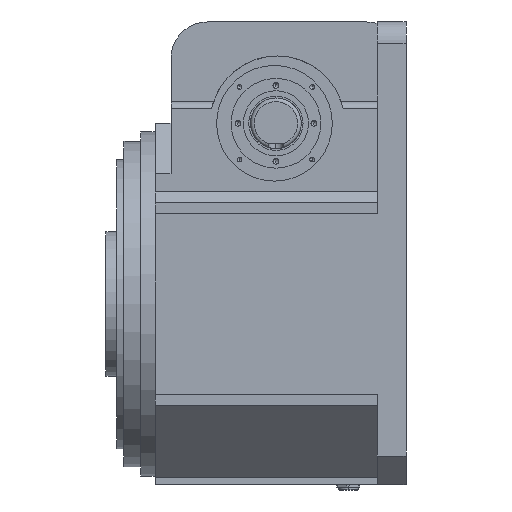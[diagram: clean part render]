
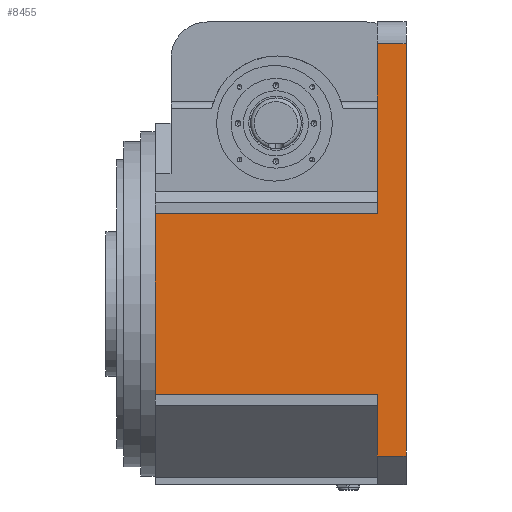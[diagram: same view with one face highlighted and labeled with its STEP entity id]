
A CAD part, left-side view. The second image highlights one B-rep face of the part: STEP entity #8455.
In plain terms, the highlighted planar face has unit normal (-1, 0, 0).
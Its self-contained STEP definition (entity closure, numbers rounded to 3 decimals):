
#52 = DIRECTION ( 'NONE',  ( -1., 0., 0. ) ) ;
#68 = VECTOR ( 'NONE', #11920, 1000. ) ;
#292 = CARTESIAN_POINT ( 'NONE',  ( -295.373, -139.193, -280. ) ) ;
#477 = FACE_OUTER_BOUND ( 'NONE', #6619, .T. ) ;
#547 = LINE ( 'NONE', #15358, #5274 ) ;
#787 = CARTESIAN_POINT ( 'NONE',  ( -295.373, -139.193, 290. ) ) ;
#816 = ORIENTED_EDGE ( 'NONE', *, *, #10902, .T. ) ;
#1023 = VECTOR ( 'NONE', #15537, 1000. ) ;
#1057 = LINE ( 'NONE', #15944, #14070 ) ;
#1109 = EDGE_CURVE ( 'NONE', #10117, #5892, #10468, .T. ) ;
#2967 = LINE ( 'NONE', #15274, #4515 ) ;
#3151 = VERTEX_POINT ( 'NONE', #8648 ) ;
#3378 = VERTEX_POINT ( 'NONE', #292 ) ;
#3873 = CARTESIAN_POINT ( 'NONE',  ( -295.373, -139.193, 55. ) ) ;
#3923 = ORIENTED_EDGE ( 'NONE', *, *, #14007, .F. ) ;
#4048 = CARTESIAN_POINT ( 'NONE',  ( -295.373, -139.193, -195. ) ) ;
#4515 = VECTOR ( 'NONE', #9107, 1000. ) ;
#5274 = VECTOR ( 'NONE', #14266, 1000. ) ;
#5371 = EDGE_CURVE ( 'NONE', #16104, #6650, #9633, .T. ) ;
#5513 = CARTESIAN_POINT ( 'NONE',  ( -295.373, -139.193, 290. ) ) ;
#5536 = ORIENTED_EDGE ( 'NONE', *, *, #11826, .T. ) ;
#5892 = VERTEX_POINT ( 'NONE', #7699 ) ;
#6267 = PLANE ( 'NONE',  #11153 ) ;
#6369 = DIRECTION ( 'NONE',  ( 0., 0., 1. ) ) ;
#6437 = ORIENTED_EDGE ( 'NONE', *, *, #5371, .T. ) ;
#6541 = CARTESIAN_POINT ( 'NONE',  ( -295.373, 167.807, 55. ) ) ;
#6619 = EDGE_LOOP ( 'NONE', ( #12413, #13248, #816, #6437, #3923, #5536, #8306, #10989 ) ) ;
#6650 = VERTEX_POINT ( 'NONE', #12961 ) ;
#7562 = DIRECTION ( 'NONE',  ( 0., 0., 1. ) ) ;
#7699 = CARTESIAN_POINT ( 'NONE',  ( -295.373, 167.807, -195. ) ) ;
#8306 = ORIENTED_EDGE ( 'NONE', *, *, #14742, .T. ) ;
#8347 = CARTESIAN_POINT ( 'NONE',  ( -295.373, -179.193, -280. ) ) ;
#8455 = ADVANCED_FACE ( 'NONE', ( #477 ), #6267, .T. ) ;
#8648 = CARTESIAN_POINT ( 'NONE',  ( -295.373, -139.193, 290. ) ) ;
#8847 = VECTOR ( 'NONE', #7562, 1000. ) ;
#8911 = DIRECTION ( 'NONE',  ( 0., 0., 1. ) ) ;
#9107 = DIRECTION ( 'NONE',  ( 0., -1., 0. ) ) ;
#9460 = DIRECTION ( 'NONE',  ( 0., -1., 0. ) ) ;
#9542 = EDGE_CURVE ( 'NONE', #10117, #3378, #16009, .T. ) ;
#9633 = LINE ( 'NONE', #15093, #8847 ) ;
#10024 = VERTEX_POINT ( 'NONE', #3873 ) ;
#10117 = VERTEX_POINT ( 'NONE', #15265 ) ;
#10468 = LINE ( 'NONE', #4048, #1023 ) ;
#10902 = EDGE_CURVE ( 'NONE', #3378, #16104, #1057, .T. ) ;
#10989 = ORIENTED_EDGE ( 'NONE', *, *, #13974, .F. ) ;
#11153 = AXIS2_PLACEMENT_3D ( 'NONE', #15081, #52, #8911 ) ;
#11247 = VERTEX_POINT ( 'NONE', #6541 ) ;
#11826 = EDGE_CURVE ( 'NONE', #3151, #10024, #16018, .T. ) ;
#11920 = DIRECTION ( 'NONE',  ( 0., 0., -1. ) ) ;
#12238 = DIRECTION ( 'NONE',  ( 0., 0., -1. ) ) ;
#12249 = CARTESIAN_POINT ( 'NONE',  ( -295.373, 167.807, 55. ) ) ;
#12413 = ORIENTED_EDGE ( 'NONE', *, *, #1109, .F. ) ;
#12961 = CARTESIAN_POINT ( 'NONE',  ( -295.373, -179.193, 290. ) ) ;
#13207 = VECTOR ( 'NONE', #6369, 1000. ) ;
#13248 = ORIENTED_EDGE ( 'NONE', *, *, #9542, .T. ) ;
#13974 = EDGE_CURVE ( 'NONE', #5892, #11247, #14778, .T. ) ;
#14007 = EDGE_CURVE ( 'NONE', #3151, #6650, #2967, .T. ) ;
#14070 = VECTOR ( 'NONE', #9460, 1000. ) ;
#14266 = DIRECTION ( 'NONE',  ( 0., 1., 0. ) ) ;
#14742 = EDGE_CURVE ( 'NONE', #10024, #11247, #547, .T. ) ;
#14778 = LINE ( 'NONE', #12249, #13207 ) ;
#15081 = CARTESIAN_POINT ( 'NONE',  ( -295.373, -179.193, 55. ) ) ;
#15093 = CARTESIAN_POINT ( 'NONE',  ( -295.373, -179.193, 55. ) ) ;
#15265 = CARTESIAN_POINT ( 'NONE',  ( -295.373, -139.193, -195. ) ) ;
#15274 = CARTESIAN_POINT ( 'NONE',  ( -295.373, -139.193, 290. ) ) ;
#15358 = CARTESIAN_POINT ( 'NONE',  ( -295.373, -179.193, 55. ) ) ;
#15537 = DIRECTION ( 'NONE',  ( 0., 1., 0. ) ) ;
#15612 = VECTOR ( 'NONE', #12238, 1000. ) ;
#15944 = CARTESIAN_POINT ( 'NONE',  ( -295.373, -139.193, -280. ) ) ;
#16009 = LINE ( 'NONE', #787, #15612 ) ;
#16018 = LINE ( 'NONE', #5513, #68 ) ;
#16104 = VERTEX_POINT ( 'NONE', #8347 ) ;
